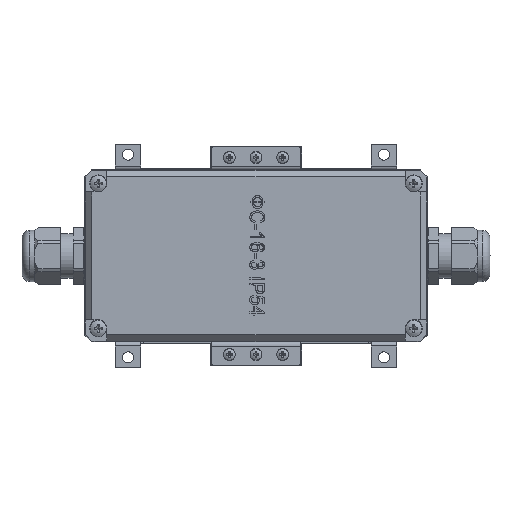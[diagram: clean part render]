
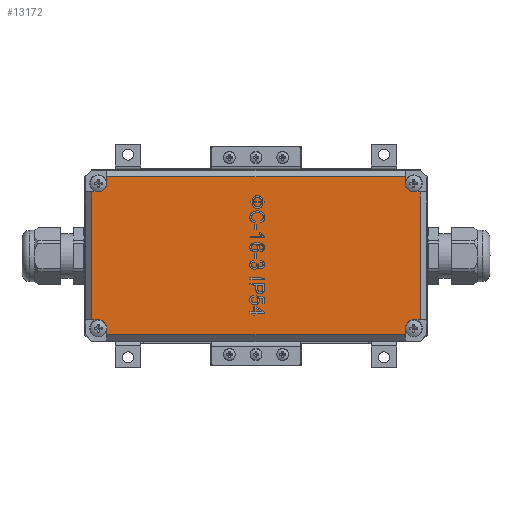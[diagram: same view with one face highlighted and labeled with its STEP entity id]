
A CAD part, top view. The second image highlights one B-rep face of the part: STEP entity #13172.
In plain terms, the highlighted planar face has unit normal (0, 0, 1).
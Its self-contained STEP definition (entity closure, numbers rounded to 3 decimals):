
#13172=ADVANCED_FACE('',(#28285),#28287,.T.);
#28285=FACE_BOUND('',#28286,.T.);
#28286=EDGE_LOOP('',(#38171,#38172,#38173,#38174,#38175,#38176,#38177,#38178,#38179,
#38180,#38181,#38182,#38183,#38184,#38185,#38186));
#28287=PLANE('',#28288);
#28288=AXIS2_PLACEMENT_3D('',#28289,#28290,#28291);
#28289=CARTESIAN_POINT('',(0.,0.,15.));
#28290=DIRECTION('',(0.,0.,1.));
#28291=DIRECTION('',(1.,0.,0.));
#38171=ORIENTED_EDGE('',*,*,#43470,.T.);
#38172=ORIENTED_EDGE('',*,*,#43468,.F.);
#38173=ORIENTED_EDGE('',*,*,#43465,.F.);
#38174=ORIENTED_EDGE('',*,*,#43426,.T.);
#38175=ORIENTED_EDGE('',*,*,#43471,.T.);
#38176=ORIENTED_EDGE('',*,*,#43472,.F.);
#38177=ORIENTED_EDGE('',*,*,#43473,.F.);
#38178=ORIENTED_EDGE('',*,*,#43419,.F.);
#38179=ORIENTED_EDGE('',*,*,#43474,.T.);
#38180=ORIENTED_EDGE('',*,*,#43475,.F.);
#38181=ORIENTED_EDGE('',*,*,#43476,.F.);
#38182=ORIENTED_EDGE('',*,*,#43413,.T.);
#38183=ORIENTED_EDGE('',*,*,#43477,.T.);
#38184=ORIENTED_EDGE('',*,*,#43478,.F.);
#38185=ORIENTED_EDGE('',*,*,#43479,.F.);
#38186=ORIENTED_EDGE('',*,*,#43405,.T.);
#43405=EDGE_CURVE('',#49729,#49730,#49731,.T.);
#43413=EDGE_CURVE('',#49743,#49741,#49744,.T.);
#43419=EDGE_CURVE('',#49751,#49753,#49754,.T.);
#43426=EDGE_CURVE('',#49765,#49763,#49766,.T.);
#43465=EDGE_CURVE('',#49765,#49824,#49826,.T.);
#43468=EDGE_CURVE('',#49824,#49831,#49832,.T.);
#43470=EDGE_CURVE('',#49730,#49831,#49834,.T.);
#43471=EDGE_CURVE('',#49763,#49835,#49836,.T.);
#43472=EDGE_CURVE('',#49837,#49835,#49838,.T.);
#43473=EDGE_CURVE('',#49753,#49837,#49839,.T.);
#43474=EDGE_CURVE('',#49751,#49840,#49841,.T.);
#43475=EDGE_CURVE('',#49842,#49840,#49843,.T.);
#43476=EDGE_CURVE('',#49743,#49842,#49844,.T.);
#43477=EDGE_CURVE('',#49741,#49845,#49846,.T.);
#43478=EDGE_CURVE('',#49847,#49845,#49848,.T.);
#43479=EDGE_CURVE('',#49729,#49847,#49849,.T.);
#49729=VERTEX_POINT('',#69998);
#49730=VERTEX_POINT('',#69999);
#49731=LINE('',#70000,#70001);
#49741=VERTEX_POINT('',#70026);
#49743=VERTEX_POINT('',#70030);
#49744=LINE('',#70031,#70032);
#49751=VERTEX_POINT('',#70049);
#49753=VERTEX_POINT('',#70053);
#49754=LINE('',#70054,#70055);
#49763=VERTEX_POINT('',#70077);
#49765=VERTEX_POINT('',#70081);
#49766=LINE('',#70082,#70083);
#49824=VERTEX_POINT('',#70236);
#49826=LINE('',#70240,#70241);
#49831=VERTEX_POINT('',#70253);
#49832=CIRCLE('',#70254,4.026);
#49834=LINE('',#70261,#70262);
#49835=VERTEX_POINT('',#70264);
#49836=LINE('',#70265,#70266);
#49837=VERTEX_POINT('',#70268);
#49838=CIRCLE('',#70269,4.026);
#49839=LINE('',#70273,#70274);
#49840=VERTEX_POINT('',#70276);
#49841=LINE('',#70277,#70278);
#49842=VERTEX_POINT('',#70280);
#49843=CIRCLE('',#70281,4.026);
#49844=LINE('',#70285,#70286);
#49845=VERTEX_POINT('',#70288);
#49846=LINE('',#70289,#70290);
#49847=VERTEX_POINT('',#70292);
#49848=CIRCLE('',#70293,4.026);
#49849=LINE('',#70297,#70298);
#69998=CARTESIAN_POINT('',(-69.974,-37.,15.));
#69999=CARTESIAN_POINT('',(69.974,-37.,15.));
#70000=CARTESIAN_POINT('',(-69.974,-37.,15.));
#70001=VECTOR('',#70002,1.);
#70002=DIRECTION('',(1.,0.,0.));
#70026=CARTESIAN_POINT('',(-77.,-29.974,15.));
#70030=CARTESIAN_POINT('',(-77.,29.974,15.));
#70031=CARTESIAN_POINT('',(-77.,29.974,15.));
#70032=VECTOR('',#70033,1.);
#70033=DIRECTION('',(0.,-1.,0.));
#70049=CARTESIAN_POINT('',(-69.974,37.,15.));
#70053=CARTESIAN_POINT('',(69.974,37.,15.));
#70054=CARTESIAN_POINT('',(-69.974,37.,15.));
#70055=VECTOR('',#70056,1.);
#70056=DIRECTION('',(1.,0.,0.));
#70077=CARTESIAN_POINT('',(77.,29.974,15.));
#70081=CARTESIAN_POINT('',(77.,-29.974,15.));
#70082=CARTESIAN_POINT('',(77.,-29.974,15.));
#70083=VECTOR('',#70084,1.);
#70084=DIRECTION('',(0.,1.,0.));
#70236=CARTESIAN_POINT('',(74.,-29.974,15.));
#70240=CARTESIAN_POINT('',(77.,-29.974,15.));
#70241=VECTOR('',#70242,1.);
#70242=DIRECTION('',(-1.,0.,0.));
#70253=CARTESIAN_POINT('',(69.974,-34.,15.));
#70254=AXIS2_PLACEMENT_3D('',#70255,#70256,#70257);
#70255=CARTESIAN_POINT('',(74.,-34.,15.));
#70256=DIRECTION('',(0.,-0.,1.));
#70257=DIRECTION('',(0.,1.,0.));
#70261=CARTESIAN_POINT('',(69.974,-37.,15.));
#70262=VECTOR('',#70263,1.);
#70263=DIRECTION('',(0.,1.,0.));
#70264=CARTESIAN_POINT('',(74.,29.974,15.));
#70265=CARTESIAN_POINT('',(77.,29.974,15.));
#70266=VECTOR('',#70267,1.);
#70267=DIRECTION('',(-1.,0.,0.));
#70268=CARTESIAN_POINT('',(69.974,34.,15.));
#70269=AXIS2_PLACEMENT_3D('',#70270,#70271,#70272);
#70270=CARTESIAN_POINT('',(74.,34.,15.));
#70271=DIRECTION('',(0.,-0.,1.));
#70272=DIRECTION('',(-1.,0.,0.));
#70273=CARTESIAN_POINT('',(69.974,37.,15.));
#70274=VECTOR('',#70275,1.);
#70275=DIRECTION('',(0.,-1.,0.));
#70276=CARTESIAN_POINT('',(-69.974,34.,15.));
#70277=CARTESIAN_POINT('',(-69.974,37.,15.));
#70278=VECTOR('',#70279,1.);
#70279=DIRECTION('',(0.,-1.,0.));
#70280=CARTESIAN_POINT('',(-74.,29.974,15.));
#70281=AXIS2_PLACEMENT_3D('',#70282,#70283,#70284);
#70282=CARTESIAN_POINT('',(-74.,34.,15.));
#70283=DIRECTION('',(-0.,0.,1.));
#70284=DIRECTION('',(0.,-1.,0.));
#70285=CARTESIAN_POINT('',(-77.,29.974,15.));
#70286=VECTOR('',#70287,1.);
#70287=DIRECTION('',(1.,0.,0.));
#70288=CARTESIAN_POINT('',(-74.,-29.974,15.));
#70289=CARTESIAN_POINT('',(-77.,-29.974,15.));
#70290=VECTOR('',#70291,1.);
#70291=DIRECTION('',(1.,0.,0.));
#70292=CARTESIAN_POINT('',(-69.974,-34.,15.));
#70293=AXIS2_PLACEMENT_3D('',#70294,#70295,#70296);
#70294=CARTESIAN_POINT('',(-74.,-34.,15.));
#70295=DIRECTION('',(0.,0.,1.));
#70296=DIRECTION('',(1.,0.,0.));
#70297=CARTESIAN_POINT('',(-69.974,-37.,15.));
#70298=VECTOR('',#70299,1.);
#70299=DIRECTION('',(0.,1.,0.));
